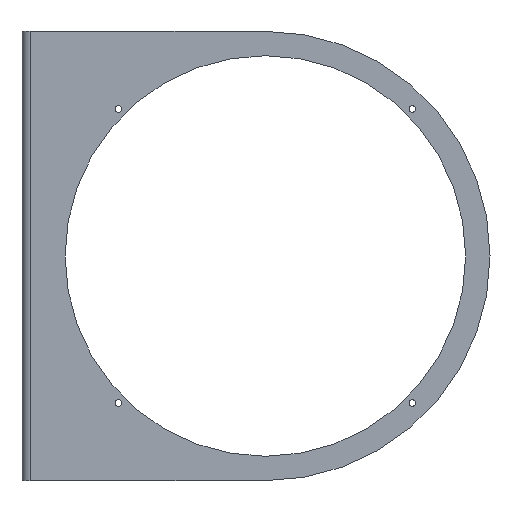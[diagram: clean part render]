
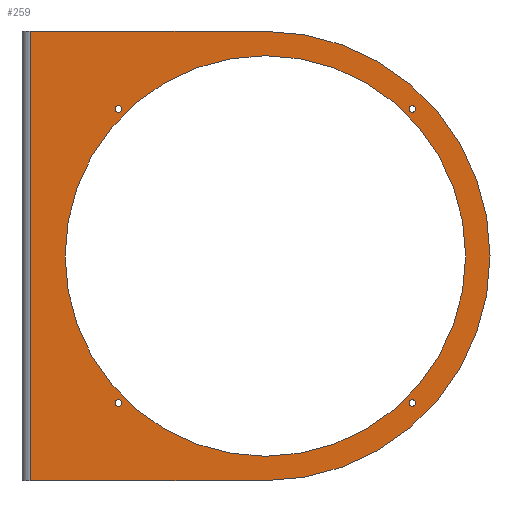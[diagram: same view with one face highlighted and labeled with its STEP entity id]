
A CAD part, front view. The second image highlights one B-rep face of the part: STEP entity #259.
In plain terms, the highlighted planar face has unit normal (0, -1, 0).
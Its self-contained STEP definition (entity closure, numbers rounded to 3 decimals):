
#2 = EDGE_CURVE ( 'NONE', #1209, #673, #1334, .T. ) ;
#10 = CIRCLE ( 'NONE', #668, 1.75 ) ;
#13 = AXIS2_PLACEMENT_3D ( 'NONE', #774, #989, #342 ) ;
#14 = DIRECTION ( 'NONE',  ( 1., 0., 0. ) ) ;
#15 = DIRECTION ( 'NONE',  ( 0., 1., 0. ) ) ;
#18 = DIRECTION ( 'NONE',  ( 0., -1., 0. ) ) ;
#50 = CIRCLE ( 'NONE', #599, 1.75 ) ;
#80 = DIRECTION ( 'NONE',  ( 1., 0., 0. ) ) ;
#81 = DIRECTION ( 'NONE',  ( 0., -1., 0. ) ) ;
#84 = AXIS2_PLACEMENT_3D ( 'NONE', #642, #744, #530 ) ;
#97 = FACE_BOUND ( 'NONE', #895, .T. ) ;
#99 = CARTESIAN_POINT ( 'NONE',  ( 51.511, 0., -39.761 ) ) ;
#104 = VERTEX_POINT ( 'NONE', #740 ) ;
#120 = ORIENTED_EDGE ( 'NONE', *, *, #1015, .F. ) ;
#130 = DIRECTION ( 'NONE',  ( 0., 0., -1. ) ) ;
#131 = CARTESIAN_POINT ( 'NONE',  ( 4.5, 0., -240. ) ) ;
#132 = EDGE_CURVE ( 'NONE', #673, #1209, #946, .T. ) ;
#136 = CARTESIAN_POINT ( 'NONE',  ( 250., 0., 0. ) ) ;
#141 = ORIENTED_EDGE ( 'NONE', *, *, #320, .F. ) ;
#166 = AXIS2_PLACEMENT_3D ( 'NONE', #678, #18, #782 ) ;
#207 = CIRCLE ( 'NONE', #1027, 1.75 ) ;
#227 = AXIS2_PLACEMENT_3D ( 'NONE', #1329, #1217, #459 ) ;
#232 = ORIENTED_EDGE ( 'NONE', *, *, #957, .F. ) ;
#233 = CARTESIAN_POINT ( 'NONE',  ( 208.489, 0., -41.511 ) ) ;
#252 = EDGE_CURVE ( 'NONE', #651, #104, #483, .T. ) ;
#259 = ADVANCED_FACE ( 'NONE', ( #737, #1317, #97, #1157, #1384, #999 ), #769, .T. ) ;
#261 = DIRECTION ( 'NONE',  ( 0., -1., 0. ) ) ;
#272 = EDGE_CURVE ( 'NONE', #1392, #1169, #290, .T. ) ;
#286 = ORIENTED_EDGE ( 'NONE', *, *, #923, .F. ) ;
#290 = CIRCLE ( 'NONE', #1131, 120. ) ;
#307 = CARTESIAN_POINT ( 'NONE',  ( 130., 0., -120. ) ) ;
#309 = VECTOR ( 'NONE', #14, 1000. ) ;
#320 = EDGE_CURVE ( 'NONE', #1375, #1296, #534, .T. ) ;
#342 = DIRECTION ( 'NONE',  ( 1., 0., 0. ) ) ;
#357 = CARTESIAN_POINT ( 'NONE',  ( 208.489, 0., -43.261 ) ) ;
#378 = LINE ( 'NONE', #728, #886 ) ;
#384 = ORIENTED_EDGE ( 'NONE', *, *, #2, .F. ) ;
#410 = DIRECTION ( 'NONE',  ( 0., -1., 0. ) ) ;
#411 = ORIENTED_EDGE ( 'NONE', *, *, #665, .F. ) ;
#414 = CARTESIAN_POINT ( 'NONE',  ( 130., 0., -120. ) ) ;
#418 = AXIS2_PLACEMENT_3D ( 'NONE', #307, #1299, #871 ) ;
#459 = DIRECTION ( 'NONE',  ( 0., 0., -1. ) ) ;
#462 = EDGE_CURVE ( 'NONE', #1184, #990, #780, .T. ) ;
#483 = LINE ( 'NONE', #131, #1062 ) ;
#496 = EDGE_LOOP ( 'NONE', ( #805, #411 ) ) ;
#517 = CARTESIAN_POINT ( 'NONE',  ( 208.489, 0., -196.739 ) ) ;
#518 = ORIENTED_EDGE ( 'NONE', *, *, #627, .T. ) ;
#530 = DIRECTION ( 'NONE',  ( 0., 0., -1. ) ) ;
#534 = CIRCLE ( 'NONE', #166, 1.75 ) ;
#550 = DIRECTION ( 'NONE',  ( 0., 0., -1. ) ) ;
#558 = DIRECTION ( 'NONE',  ( 0., 0., -1. ) ) ;
#599 = AXIS2_PLACEMENT_3D ( 'NONE', #233, #887, #130 ) ;
#601 = LINE ( 'NONE', #136, #309 ) ;
#627 = EDGE_CURVE ( 'NONE', #104, #1169, #378, .T. ) ;
#639 = CIRCLE ( 'NONE', #1232, 1.75 ) ;
#642 = CARTESIAN_POINT ( 'NONE',  ( 208.489, 0., -198.489 ) ) ;
#651 = VERTEX_POINT ( 'NONE', #951 ) ;
#659 = CARTESIAN_POINT ( 'NONE',  ( 51.511, 0., -198.489 ) ) ;
#665 = EDGE_CURVE ( 'NONE', #847, #903, #639, .T. ) ;
#668 = AXIS2_PLACEMENT_3D ( 'NONE', #670, #1320, #558 ) ;
#670 = CARTESIAN_POINT ( 'NONE',  ( 51.511, 0., -198.489 ) ) ;
#672 = CARTESIAN_POINT ( 'NONE',  ( 130., 0., -120. ) ) ;
#673 = VERTEX_POINT ( 'NONE', #1059 ) ;
#678 = CARTESIAN_POINT ( 'NONE',  ( 51.511, 0., -41.511 ) ) ;
#715 = CARTESIAN_POINT ( 'NONE',  ( 23., 0., -120. ) ) ;
#725 = DIRECTION ( 'NONE',  ( 0., 0., -1. ) ) ;
#728 = CARTESIAN_POINT ( 'NONE',  ( 250., 0., -240. ) ) ;
#737 = FACE_BOUND ( 'NONE', #861, .T. ) ;
#739 = CARTESIAN_POINT ( 'NONE',  ( 130., 0., 0. ) ) ;
#740 = CARTESIAN_POINT ( 'NONE',  ( 4.5, 0., -240. ) ) ;
#744 = DIRECTION ( 'NONE',  ( 0., -1., 0. ) ) ;
#769 = PLANE ( 'NONE',  #13 ) ;
#774 = CARTESIAN_POINT ( 'NONE',  ( 250., 0., -240. ) ) ;
#777 = DIRECTION ( 'NONE',  ( 0., 0., 1. ) ) ;
#780 = CIRCLE ( 'NONE', #816, 1.75 ) ;
#782 = DIRECTION ( 'NONE',  ( 0., 0., -1. ) ) ;
#805 = ORIENTED_EDGE ( 'NONE', *, *, #971, .F. ) ;
#816 = AXIS2_PLACEMENT_3D ( 'NONE', #912, #261, #1019 ) ;
#834 = ORIENTED_EDGE ( 'NONE', *, *, #132, .F. ) ;
#840 = CARTESIAN_POINT ( 'NONE',  ( 208.489, 0., -41.511 ) ) ;
#847 = VERTEX_POINT ( 'NONE', #1013 ) ;
#849 = CARTESIAN_POINT ( 'NONE',  ( 130., 0., -240. ) ) ;
#861 = EDGE_LOOP ( 'NONE', ( #862, #1290 ) ) ;
#862 = ORIENTED_EDGE ( 'NONE', *, *, #1119, .F. ) ;
#871 = DIRECTION ( 'NONE',  ( 1., 0., 0. ) ) ;
#878 = EDGE_LOOP ( 'NONE', ( #232, #1253, #518, #1147 ) ) ;
#886 = VECTOR ( 'NONE', #1387, 1000. ) ;
#887 = DIRECTION ( 'NONE',  ( 0., -1., 0. ) ) ;
#888 = DIRECTION ( 'NONE',  ( 0., 0., -1. ) ) ;
#895 = EDGE_LOOP ( 'NONE', ( #286, #141 ) ) ;
#903 = VERTEX_POINT ( 'NONE', #357 ) ;
#912 = CARTESIAN_POINT ( 'NONE',  ( 208.489, 0., -198.489 ) ) ;
#915 = CIRCLE ( 'NONE', #227, 1.75 ) ;
#923 = EDGE_CURVE ( 'NONE', #1296, #1375, #915, .T. ) ;
#926 = VERTEX_POINT ( 'NONE', #1103 ) ;
#946 = CIRCLE ( 'NONE', #418, 107. ) ;
#951 = CARTESIAN_POINT ( 'NONE',  ( 4.5, 0., 0. ) ) ;
#957 = EDGE_CURVE ( 'NONE', #651, #1392, #601, .T. ) ;
#963 = CARTESIAN_POINT ( 'NONE',  ( 51.511, 0., -200.239 ) ) ;
#971 = EDGE_CURVE ( 'NONE', #903, #847, #50, .T. ) ;
#979 = EDGE_CURVE ( 'NONE', #1256, #926, #10, .T. ) ;
#988 = CARTESIAN_POINT ( 'NONE',  ( 208.489, 0., -200.239 ) ) ;
#989 = DIRECTION ( 'NONE',  ( 0., -1., 0. ) ) ;
#990 = VERTEX_POINT ( 'NONE', #988 ) ;
#999 = FACE_OUTER_BOUND ( 'NONE', #878, .T. ) ;
#1013 = CARTESIAN_POINT ( 'NONE',  ( 208.489, 0., -39.761 ) ) ;
#1015 = EDGE_CURVE ( 'NONE', #926, #1256, #207, .T. ) ;
#1017 = ORIENTED_EDGE ( 'NONE', *, *, #979, .F. ) ;
#1019 = DIRECTION ( 'NONE',  ( 0., 0., -1. ) ) ;
#1027 = AXIS2_PLACEMENT_3D ( 'NONE', #659, #1311, #550 ) ;
#1059 = CARTESIAN_POINT ( 'NONE',  ( 237., 0., -120. ) ) ;
#1062 = VECTOR ( 'NONE', #888, 1000. ) ;
#1089 = CARTESIAN_POINT ( 'NONE',  ( 51.511, 0., -43.261 ) ) ;
#1103 = CARTESIAN_POINT ( 'NONE',  ( 51.511, 0., -196.739 ) ) ;
#1111 = CIRCLE ( 'NONE', #84, 1.75 ) ;
#1119 = EDGE_CURVE ( 'NONE', #990, #1184, #1111, .T. ) ;
#1131 = AXIS2_PLACEMENT_3D ( 'NONE', #672, #15, #777 ) ;
#1147 = ORIENTED_EDGE ( 'NONE', *, *, #272, .F. ) ;
#1157 = FACE_BOUND ( 'NONE', #496, .T. ) ;
#1167 = AXIS2_PLACEMENT_3D ( 'NONE', #414, #410, #80 ) ;
#1169 = VERTEX_POINT ( 'NONE', #849 ) ;
#1178 = EDGE_LOOP ( 'NONE', ( #834, #384 ) ) ;
#1184 = VERTEX_POINT ( 'NONE', #517 ) ;
#1209 = VERTEX_POINT ( 'NONE', #715 ) ;
#1217 = DIRECTION ( 'NONE',  ( 0., -1., 0. ) ) ;
#1232 = AXIS2_PLACEMENT_3D ( 'NONE', #840, #81, #725 ) ;
#1253 = ORIENTED_EDGE ( 'NONE', *, *, #252, .T. ) ;
#1256 = VERTEX_POINT ( 'NONE', #963 ) ;
#1290 = ORIENTED_EDGE ( 'NONE', *, *, #462, .F. ) ;
#1296 = VERTEX_POINT ( 'NONE', #1089 ) ;
#1299 = DIRECTION ( 'NONE',  ( 0., -1., 0. ) ) ;
#1311 = DIRECTION ( 'NONE',  ( 0., -1., 0. ) ) ;
#1317 = FACE_BOUND ( 'NONE', #1412, .T. ) ;
#1320 = DIRECTION ( 'NONE',  ( 0., -1., 0. ) ) ;
#1329 = CARTESIAN_POINT ( 'NONE',  ( 51.511, 0., -41.511 ) ) ;
#1334 = CIRCLE ( 'NONE', #1167, 107. ) ;
#1375 = VERTEX_POINT ( 'NONE', #99 ) ;
#1384 = FACE_BOUND ( 'NONE', #1178, .T. ) ;
#1387 = DIRECTION ( 'NONE',  ( 1., 0., 0. ) ) ;
#1392 = VERTEX_POINT ( 'NONE', #739 ) ;
#1412 = EDGE_LOOP ( 'NONE', ( #1017, #120 ) ) ;
